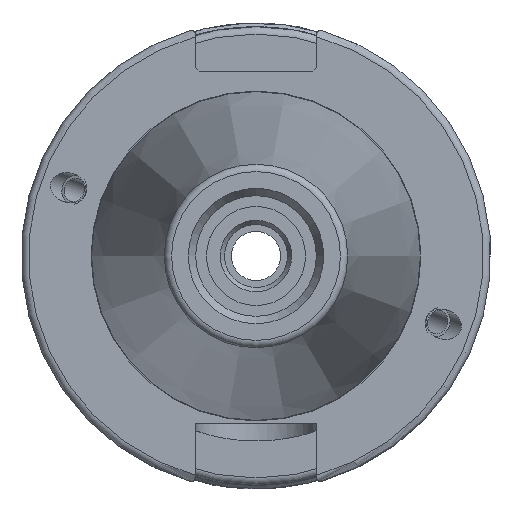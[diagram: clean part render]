
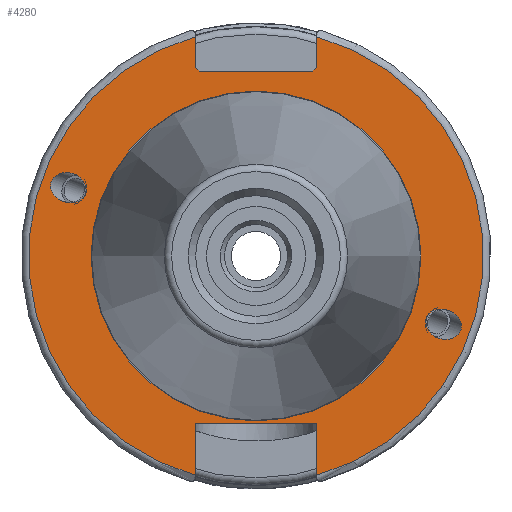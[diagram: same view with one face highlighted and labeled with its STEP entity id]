
A CAD part, left-side view. The second image highlights one B-rep face of the part: STEP entity #4280.
In plain terms, the highlighted planar face has unit normal (-1, 0, 0).
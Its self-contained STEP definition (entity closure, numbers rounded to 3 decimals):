
#135=ELLIPSE('',#4712,2.442,2.);
#144=ELLIPSE('',#4755,2.442,2.);
#253=FACE_BOUND('',#756,.T.);
#254=FACE_BOUND('',#757,.T.);
#255=FACE_BOUND('',#758,.T.);
#325=PLANE('',#4761);
#473=FACE_OUTER_BOUND('',#755,.T.);
#755=EDGE_LOOP('',(#3189,#3190,#3191,#3192,#3193,#3194,#3195,#3196,#3197,
#3198));
#756=EDGE_LOOP('',(#3199));
#757=EDGE_LOOP('',(#3200));
#758=EDGE_LOOP('',(#3201));
#1047=CIRCLE('',#4759,22.3);
#1049=CIRCLE('',#4762,30.75);
#1050=CIRCLE('',#4763,30.75);
#1226=LINE('',#6483,#1467);
#1283=LINE('',#7147,#1524);
#1284=LINE('',#7149,#1525);
#1285=LINE('',#7151,#1526);
#1286=LINE('',#7153,#1527);
#1287=LINE('',#7155,#1528);
#1288=LINE('',#7159,#1529);
#1289=LINE('',#7160,#1530);
#1467=VECTOR('',#5143,10.);
#1524=VECTOR('',#5518,10.);
#1525=VECTOR('',#5519,10.);
#1526=VECTOR('',#5520,10.);
#1527=VECTOR('',#5521,10.);
#1528=VECTOR('',#5522,10.);
#1529=VECTOR('',#5525,10.);
#1530=VECTOR('',#5526,10.);
#1822=VERTEX_POINT('',#6475);
#1823=VERTEX_POINT('',#6482);
#1904=VERTEX_POINT('',#6960);
#1939=VERTEX_POINT('',#7132);
#1942=VERTEX_POINT('',#7139);
#1943=VERTEX_POINT('',#7144);
#1944=VERTEX_POINT('',#7146);
#1945=VERTEX_POINT('',#7148);
#1946=VERTEX_POINT('',#7150);
#1947=VERTEX_POINT('',#7152);
#1948=VERTEX_POINT('',#7154);
#1949=VERTEX_POINT('',#7156);
#1950=VERTEX_POINT('',#7158);
#2238=EDGE_CURVE('',#1823,#1822,#1226,.T.);
#2355=EDGE_CURVE('',#1904,#1904,#135,.T.);
#2407=EDGE_CURVE('',#1939,#1939,#144,.T.);
#2410=EDGE_CURVE('',#1942,#1942,#1047,.T.);
#2412=EDGE_CURVE('',#1943,#1822,#1049,.T.);
#2413=EDGE_CURVE('',#1943,#1944,#1283,.T.);
#2414=EDGE_CURVE('',#1945,#1944,#1284,.T.);
#2415=EDGE_CURVE('',#1945,#1946,#1285,.T.);
#2416=EDGE_CURVE('',#1947,#1946,#1286,.T.);
#2417=EDGE_CURVE('',#1947,#1948,#1287,.T.);
#2418=EDGE_CURVE('',#1949,#1948,#1050,.T.);
#2419=EDGE_CURVE('',#1949,#1950,#1288,.T.);
#2420=EDGE_CURVE('',#1950,#1823,#1289,.T.);
#3189=ORIENTED_EDGE('',*,*,#2412,.F.);
#3190=ORIENTED_EDGE('',*,*,#2413,.T.);
#3191=ORIENTED_EDGE('',*,*,#2414,.F.);
#3192=ORIENTED_EDGE('',*,*,#2415,.T.);
#3193=ORIENTED_EDGE('',*,*,#2416,.F.);
#3194=ORIENTED_EDGE('',*,*,#2417,.T.);
#3195=ORIENTED_EDGE('',*,*,#2418,.F.);
#3196=ORIENTED_EDGE('',*,*,#2419,.T.);
#3197=ORIENTED_EDGE('',*,*,#2420,.T.);
#3198=ORIENTED_EDGE('',*,*,#2238,.T.);
#3199=ORIENTED_EDGE('',*,*,#2355,.T.);
#3200=ORIENTED_EDGE('',*,*,#2407,.T.);
#3201=ORIENTED_EDGE('',*,*,#2410,.F.);
#4280=ADVANCED_FACE('',(#473,#253,#254,#255),#325,.T.);
#4712=AXIS2_PLACEMENT_3D('',#6962,#5402,#5403);
#4755=AXIS2_PLACEMENT_3D('',#7134,#5502,#5503);
#4759=AXIS2_PLACEMENT_3D('',#7141,#5510,#5511);
#4761=AXIS2_PLACEMENT_3D('',#7143,#5514,#5515);
#4762=AXIS2_PLACEMENT_3D('',#7145,#5516,#5517);
#4763=AXIS2_PLACEMENT_3D('',#7157,#5523,#5524);
#5143=DIRECTION('',(0.,0.,-1.));
#5402=DIRECTION('center_axis',(1.,0.,0.));
#5403=DIRECTION('ref_axis',(0.,-0.94,-0.342));
#5502=DIRECTION('center_axis',(1.,0.,0.));
#5503=DIRECTION('ref_axis',(0.,0.94,0.342));
#5510=DIRECTION('center_axis',(-1.,0.,0.));
#5511=DIRECTION('ref_axis',(0.,-1.,0.));
#5514=DIRECTION('center_axis',(-1.,0.,0.));
#5515=DIRECTION('ref_axis',(0.,0.,1.));
#5516=DIRECTION('center_axis',(1.,0.,0.));
#5517=DIRECTION('ref_axis',(0.,-1.,0.));
#5518=DIRECTION('',(0.,0.,-1.));
#5519=DIRECTION('',(0.,-0.707,0.707));
#5520=DIRECTION('',(0.,1.,0.));
#5521=DIRECTION('',(0.,-0.707,-0.707));
#5522=DIRECTION('',(0.,0.,1.));
#5523=DIRECTION('center_axis',(1.,0.,0.));
#5524=DIRECTION('ref_axis',(0.,1.,0.));
#5525=DIRECTION('',(0.,0.,1.));
#5526=DIRECTION('',(0.,-1.,0.));
#6475=CARTESIAN_POINT('',(3.175,-8.19,-29.639));
#6482=CARTESIAN_POINT('',(3.175,-8.19,-22.6));
#6483=CARTESIAN_POINT('',(3.175,-8.19,-11.3));
#6960=CARTESIAN_POINT('',(3.175,-23.077,-8.399));
#6962=CARTESIAN_POINT('Origin',(3.175,-25.372,-9.235));
#7132=CARTESIAN_POINT('',(3.175,23.077,8.399));
#7134=CARTESIAN_POINT('Origin',(3.175,25.372,9.235));
#7139=CARTESIAN_POINT('',(3.175,0.,22.3));
#7141=CARTESIAN_POINT('Origin',(3.175,0.,0.));
#7143=CARTESIAN_POINT('Origin',(3.175,31.75,0.));
#7144=CARTESIAN_POINT('',(3.175,-8.19,29.639));
#7145=CARTESIAN_POINT('Origin',(3.175,0.,0.));
#7146=CARTESIAN_POINT('',(3.175,-8.19,25.5));
#7147=CARTESIAN_POINT('',(3.175,-8.19,12.5));
#7148=CARTESIAN_POINT('',(3.175,-7.69,25.));
#7149=CARTESIAN_POINT('',(3.175,8.295,9.015));
#7150=CARTESIAN_POINT('',(3.175,7.69,25.));
#7151=CARTESIAN_POINT('',(3.175,15.875,25.));
#7152=CARTESIAN_POINT('',(3.175,8.19,25.5));
#7153=CARTESIAN_POINT('',(3.175,7.58,24.89));
#7154=CARTESIAN_POINT('',(3.175,8.19,29.639));
#7155=CARTESIAN_POINT('',(3.175,8.19,12.5));
#7156=CARTESIAN_POINT('',(3.175,8.19,-29.639));
#7157=CARTESIAN_POINT('Origin',(3.175,0.,0.));
#7158=CARTESIAN_POINT('',(3.175,8.19,-22.6));
#7159=CARTESIAN_POINT('',(3.175,8.19,-11.3));
#7160=CARTESIAN_POINT('',(3.175,15.875,-22.6));
